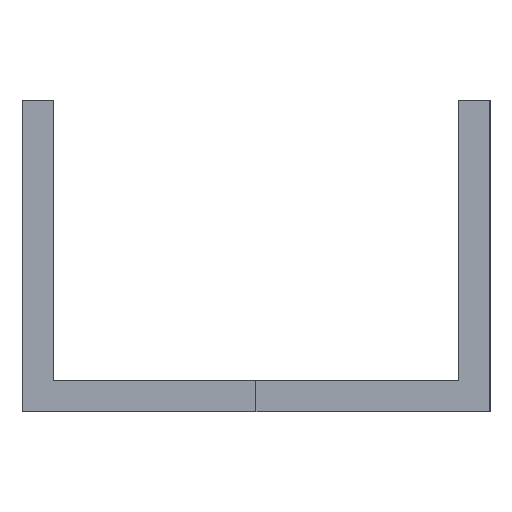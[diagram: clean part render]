
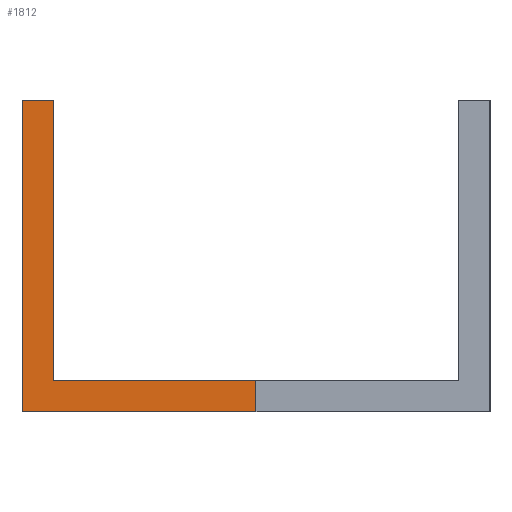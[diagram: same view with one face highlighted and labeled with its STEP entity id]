
A CAD part, left-side view. The second image highlights one B-rep face of the part: STEP entity #1812.
In plain terms, the highlighted planar face has unit normal (-1, 0, 0).
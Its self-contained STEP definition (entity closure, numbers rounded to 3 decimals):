
#86=PLANE('',#1975);
#174=FACE_OUTER_BOUND('',#288,.T.);
#288=EDGE_LOOP('',(#1583,#1584,#1585,#1586,#1587,#1588));
#420=LINE('',#2840,#614);
#427=LINE('',#2858,#621);
#437=LINE('',#2883,#631);
#453=LINE('',#2916,#647);
#455=LINE('',#2920,#649);
#456=LINE('',#2922,#650);
#614=VECTOR('',#2317,10.);
#621=VECTOR('',#2334,10.);
#631=VECTOR('',#2360,10.);
#647=VECTOR('',#2394,10.);
#649=VECTOR('',#2398,10.);
#650=VECTOR('',#2401,10.);
#871=VERTEX_POINT('',#2837);
#872=VERTEX_POINT('',#2839);
#878=VERTEX_POINT('',#2857);
#885=VERTEX_POINT('',#2882);
#893=VERTEX_POINT('',#2914);
#894=VERTEX_POINT('',#2918);
#1090=EDGE_CURVE('',#871,#872,#420,.T.);
#1099=EDGE_CURVE('',#872,#878,#427,.T.);
#1112=EDGE_CURVE('',#878,#885,#437,.T.);
#1129=EDGE_CURVE('',#893,#871,#453,.T.);
#1131=EDGE_CURVE('',#894,#893,#455,.T.);
#1132=EDGE_CURVE('',#885,#894,#456,.T.);
#1583=ORIENTED_EDGE('',*,*,#1090,.F.);
#1584=ORIENTED_EDGE('',*,*,#1129,.F.);
#1585=ORIENTED_EDGE('',*,*,#1131,.F.);
#1586=ORIENTED_EDGE('',*,*,#1132,.F.);
#1587=ORIENTED_EDGE('',*,*,#1112,.F.);
#1588=ORIENTED_EDGE('',*,*,#1099,.F.);
#1812=ADVANCED_FACE('',(#174),#86,.F.);
#1975=AXIS2_PLACEMENT_3D('',#2924,#2404,#2405);
#2317=DIRECTION('',(0.,-1.,0.));
#2334=DIRECTION('',(0.,0.,-1.));
#2360=DIRECTION('',(0.,1.,0.));
#2394=DIRECTION('',(0.,0.,-1.));
#2398=DIRECTION('',(0.,-1.,0.));
#2401=DIRECTION('',(0.,0.,1.));
#2404=DIRECTION('center_axis',(1.,0.,0.));
#2405=DIRECTION('ref_axis',(0.,0.,-1.));
#2837=CARTESIAN_POINT('',(-247.5,13.,2.));
#2839=CARTESIAN_POINT('',(-247.5,0.,2.));
#2840=CARTESIAN_POINT('',(-247.5,15.,2.));
#2857=CARTESIAN_POINT('',(-247.5,0.,0.));
#2858=CARTESIAN_POINT('',(-247.5,0.,2.));
#2882=CARTESIAN_POINT('',(-247.5,15.,0.));
#2883=CARTESIAN_POINT('',(-247.5,0.,0.));
#2914=CARTESIAN_POINT('',(-247.5,13.,20.));
#2916=CARTESIAN_POINT('',(-247.5,13.,2.));
#2918=CARTESIAN_POINT('',(-247.5,15.,20.));
#2920=CARTESIAN_POINT('',(-247.5,13.,20.));
#2922=CARTESIAN_POINT('',(-247.5,15.,0.));
#2924=CARTESIAN_POINT('Origin',(-247.5,7.5,10.));
